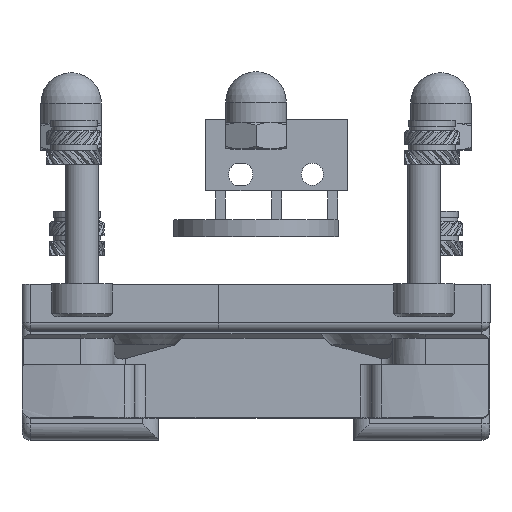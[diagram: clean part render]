
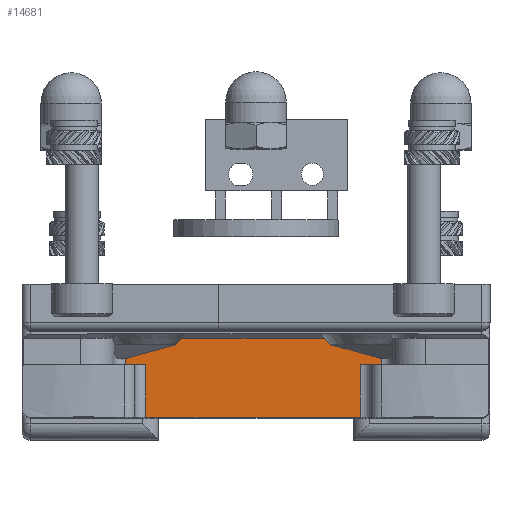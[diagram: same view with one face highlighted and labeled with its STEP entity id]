
A CAD part, top view. The second image highlights one B-rep face of the part: STEP entity #14681.
In plain terms, the highlighted planar face has unit normal (0, 0, 1).
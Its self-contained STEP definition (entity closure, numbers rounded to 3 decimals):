
#190=(
BOUNDED_CURVE()
B_SPLINE_CURVE(2,(#45816,#45817,#45818),.UNSPECIFIED.,.F.,.F.)
B_SPLINE_CURVE_WITH_KNOTS((3,3),(0.005,0.009),
 .UNSPECIFIED.)
CURVE()
GEOMETRIC_REPRESENTATION_ITEM()
RATIONAL_B_SPLINE_CURVE((1.386,1.523,1.659))
REPRESENTATION_ITEM('')
);
#191=(
BOUNDED_CURVE()
B_SPLINE_CURVE(2,(#45822,#45823,#45824),.UNSPECIFIED.,.F.,.F.)
B_SPLINE_CURVE_WITH_KNOTS((3,3),(1.376,1.38),
 .UNSPECIFIED.)
CURVE()
GEOMETRIC_REPRESENTATION_ITEM()
RATIONAL_B_SPLINE_CURVE((1.659,1.523,1.386))
REPRESENTATION_ITEM('')
);
#1660=PLANE('',#16148);
#2689=FACE_OUTER_BOUND('',#3592,.T.);
#3592=EDGE_LOOP('',(#13555,#13556,#13557,#13558,#13559,#13560,#13561,#13562,
#13563,#13564,#13565,#13566));
#4202=LINE('',#45686,#4848);
#4228=LINE('',#45802,#4874);
#4229=LINE('',#45807,#4875);
#4230=LINE('',#45810,#4876);
#4231=LINE('',#45812,#4877);
#4232=LINE('',#45814,#4878);
#4233=LINE('',#45820,#4879);
#4234=LINE('',#45826,#4880);
#4235=LINE('',#45828,#4881);
#4236=LINE('',#45829,#4882);
#4848=VECTOR('',#19292,10.);
#4874=VECTOR('',#19380,10.);
#4875=VECTOR('',#19387,10.);
#4876=VECTOR('',#19390,10.);
#4877=VECTOR('',#19391,10.);
#4878=VECTOR('',#19392,10.);
#4879=VECTOR('',#19393,10.);
#4880=VECTOR('',#19394,10.);
#4881=VECTOR('',#19395,10.);
#4882=VECTOR('',#19396,10.);
#6926=VERTEX_POINT('',#45683);
#6927=VERTEX_POINT('',#45685);
#6956=VERTEX_POINT('',#45801);
#6957=VERTEX_POINT('',#45805);
#6958=VERTEX_POINT('',#45809);
#6959=VERTEX_POINT('',#45811);
#6960=VERTEX_POINT('',#45813);
#6961=VERTEX_POINT('',#45815);
#6962=VERTEX_POINT('',#45819);
#6963=VERTEX_POINT('',#45821);
#6964=VERTEX_POINT('',#45825);
#6965=VERTEX_POINT('',#45827);
#9123=EDGE_CURVE('',#6926,#6927,#4202,.T.);
#9169=EDGE_CURVE('',#6956,#6927,#4228,.T.);
#9172=EDGE_CURVE('',#6926,#6957,#4229,.T.);
#9173=EDGE_CURVE('',#6958,#6957,#4230,.F.);
#9174=EDGE_CURVE('',#6958,#6959,#4231,.T.);
#9175=EDGE_CURVE('',#6960,#6959,#4232,.T.);
#9176=EDGE_CURVE('',#6961,#6960,#190,.T.);
#9177=EDGE_CURVE('',#6961,#6962,#4233,.T.);
#9178=EDGE_CURVE('',#6963,#6962,#191,.T.);
#9179=EDGE_CURVE('',#6964,#6963,#4234,.T.);
#9180=EDGE_CURVE('',#6964,#6965,#4235,.T.);
#9181=EDGE_CURVE('',#6956,#6965,#4236,.F.);
#13555=ORIENTED_EDGE('',*,*,#9123,.F.);
#13556=ORIENTED_EDGE('',*,*,#9172,.T.);
#13557=ORIENTED_EDGE('',*,*,#9173,.F.);
#13558=ORIENTED_EDGE('',*,*,#9174,.T.);
#13559=ORIENTED_EDGE('',*,*,#9175,.F.);
#13560=ORIENTED_EDGE('',*,*,#9176,.F.);
#13561=ORIENTED_EDGE('',*,*,#9177,.T.);
#13562=ORIENTED_EDGE('',*,*,#9178,.F.);
#13563=ORIENTED_EDGE('',*,*,#9179,.F.);
#13564=ORIENTED_EDGE('',*,*,#9180,.T.);
#13565=ORIENTED_EDGE('',*,*,#9181,.F.);
#13566=ORIENTED_EDGE('',*,*,#9169,.T.);
#14681=ADVANCED_FACE('',(#2689),#1660,.F.);
#16148=AXIS2_PLACEMENT_3D('',#45808,#19388,#19389);
#19292=DIRECTION('',(-1.,0.,0.));
#19380=DIRECTION('',(0.,-1.,0.));
#19387=DIRECTION('',(0.,1.,0.));
#19388=DIRECTION('center_axis',(0.,0.,
-1.));
#19389=DIRECTION('ref_axis',(1.,0.,0.));
#19390=DIRECTION('',(1.,0.,0.));
#19391=DIRECTION('',(0.,1.,0.));
#19392=DIRECTION('',(0.964,-0.266,0.));
#19393=DIRECTION('',(-1.,0.,0.));
#19394=DIRECTION('',(0.964,0.266,0.));
#19395=DIRECTION('',(0.,-1.,0.));
#19396=DIRECTION('',(1.,0.,0.));
#45683=CARTESIAN_POINT('',(9.7,-0.17,10.));
#45685=CARTESIAN_POINT('',(-9.7,-0.17,10.));
#45686=CARTESIAN_POINT('',(-3.965,-0.17,10.));
#45801=CARTESIAN_POINT('',(-9.7,4.6,10.));
#45802=CARTESIAN_POINT('',(-9.7,5.,10.));
#45805=CARTESIAN_POINT('',(9.7,4.6,10.));
#45807=CARTESIAN_POINT('',(9.7,5.,10.));
#45808=CARTESIAN_POINT('Origin',(-8.199,10.3,10.));
#45809=CARTESIAN_POINT('',(11.601,4.6,10.));
#45810=CARTESIAN_POINT('',(-4.2,4.6,10.));
#45811=CARTESIAN_POINT('',(11.601,5.148,10.));
#45812=CARTESIAN_POINT('',(11.601,8.85,10.));
#45813=CARTESIAN_POINT('',(7.06,6.4,10.));
#45814=CARTESIAN_POINT('',(-0.53,8.494,10.));
#45815=CARTESIAN_POINT('',(6.46,7.,10.));
#45816=CARTESIAN_POINT('Ctrl Pts',(6.46,7.,10.));
#45817=CARTESIAN_POINT('Ctrl Pts',(6.788,6.672,10.));
#45818=CARTESIAN_POINT('Ctrl Pts',(7.06,6.4,10.));
#45819=CARTESIAN_POINT('',(-6.46,7.,10.));
#45820=CARTESIAN_POINT('',(-6.589,7.,10.));
#45821=CARTESIAN_POINT('',(-7.06,6.4,10.));
#45822=CARTESIAN_POINT('Ctrl Pts',(-7.06,6.4,10.));
#45823=CARTESIAN_POINT('Ctrl Pts',(-6.788,6.672,10.));
#45824=CARTESIAN_POINT('Ctrl Pts',(-6.46,7.,10.));
#45825=CARTESIAN_POINT('',(-11.599,5.146,10.));
#45826=CARTESIAN_POINT('',(-12.561,4.88,10.));
#45827=CARTESIAN_POINT('',(-11.599,4.6,10.));
#45828=CARTESIAN_POINT('',(-11.599,8.85,10.));
#45829=CARTESIAN_POINT('',(-4.2,4.6,10.));
